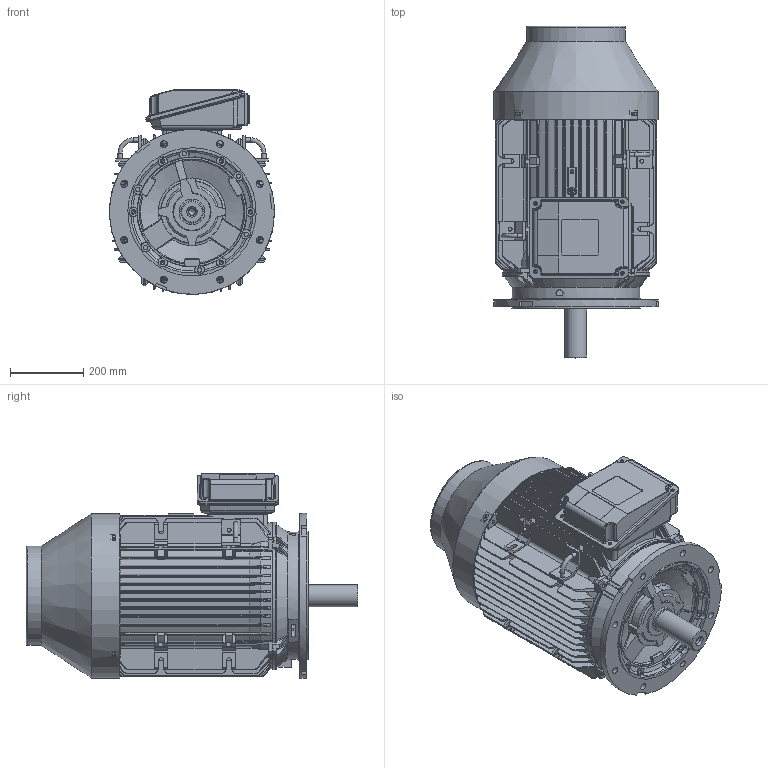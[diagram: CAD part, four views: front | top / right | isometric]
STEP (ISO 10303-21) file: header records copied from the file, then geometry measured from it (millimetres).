
FILE_DESCRIPTION( ( 'Unknown' ), '1' );
FILE_NAME( '3D UDF225M 4P B5 DTD IC411.stp', 'Unknown', ( 'Unknown' ), ( 'Unknown' ), 'PSStep 17.0.49', 'Unknown', ' ' );
FILE_SCHEMA( ( 'AUTOMOTIVE_DESIGN { 1 0 10303 214 1 1 1 1 }' ) );
Length unit declared in the file: millimetre
Products named in the file (2): 1; 2
Bounding box: 449.72 x 905.4 x 558.1 mm (x, y, z)
Volume: 18086582.6 mm3; surface area: 4917745.5 mm2
Topology: 2 solids, 4 shells, 3090 faces, 8476 edges, 5419 vertices
Faces by surface type: plane 1329, cylinder 780, bspline 384, cone 325, torus 234, sphere 38
Full cylindrical faces by diameter (mm): 5 x2, 6.8 x12, 8 x5, 8.5 x9, 8.782 x12, 10 x12, 11 x4, 12 x24, 15 x3, 17.97 x1, 19 x8, 21 x1, 60.02 x1, 66.85 x1, 69.98 x2, 70.016 x1, 82.01 x1, 136 x2, 150 x2, 186 x2, 267 x1, 270.2 x1, 300 x2, 350 x1, 351 x1, 368.325 x1, 368.8 x1, 380 x1, 385 x4, 445 x1
Entity records: 176061 total; most frequent: CARTESIAN_POINT 77669, ORIENTED_EDGE 16358, DIRECTION 14057, EDGE_CURVE 8179, VERTEX_POINT 5323, AXIS2_PLACEMENT_3D 5236, LINE 3585, VECTOR 3585
